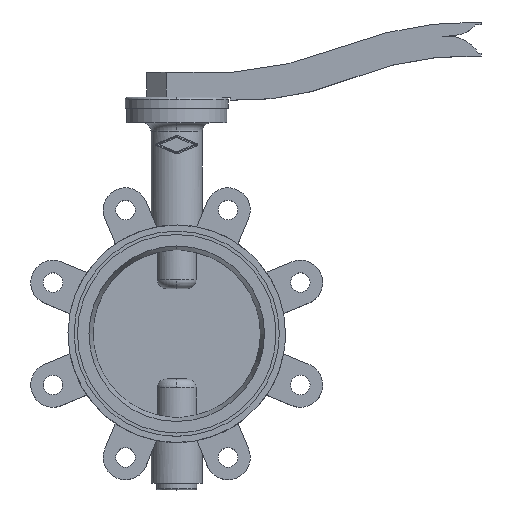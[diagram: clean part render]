
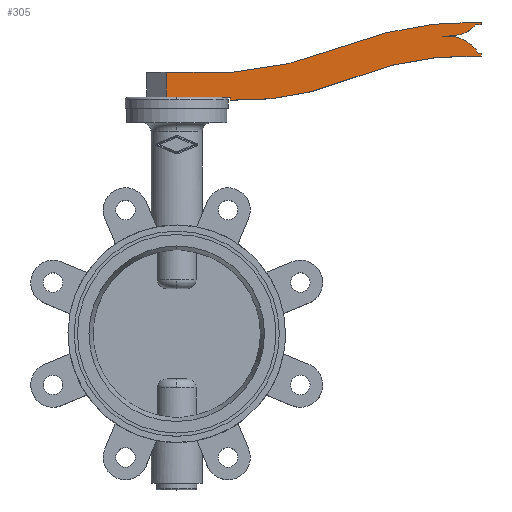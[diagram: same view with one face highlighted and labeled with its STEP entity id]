
A CAD part, top view. The second image highlights one B-rep face of the part: STEP entity #305.
In plain terms, the highlighted planar face has unit normal (0, 0, 1).
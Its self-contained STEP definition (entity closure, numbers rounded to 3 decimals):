
#305 = ADVANCED_FACE( '', ( #707 ), #708, .T. );
#707 = FACE_OUTER_BOUND( '', #1109, .T. );
#708 = PLANE( '', #1110 );
#1109 = EDGE_LOOP( '', ( #2609, #2610, #2611, #2612, #2613, #2614, #2615, #2616, #2617, #2618, #2619, #2620, #2621, #2622, #2623, #2624 ) );
#1110 = AXIS2_PLACEMENT_3D( '', #2625, #2626, #2627 );
#2609 = ORIENTED_EDGE( '', *, *, #3062, .T. );
#2610 = ORIENTED_EDGE( '', *, *, #3070, .T. );
#2611 = ORIENTED_EDGE( '', *, *, #3086, .T. );
#2612 = ORIENTED_EDGE( '', *, *, #3088, .T. );
#2613 = ORIENTED_EDGE( '', *, *, #3090, .T. );
#2614 = ORIENTED_EDGE( '', *, *, #3092, .T. );
#2615 = ORIENTED_EDGE( '', *, *, #3094, .T. );
#2616 = ORIENTED_EDGE( '', *, *, #3096, .T. );
#2617 = ORIENTED_EDGE( '', *, *, #3098, .T. );
#2618 = ORIENTED_EDGE( '', *, *, #3100, .T. );
#2619 = ORIENTED_EDGE( '', *, *, #3102, .T. );
#2620 = ORIENTED_EDGE( '', *, *, #3104, .T. );
#2621 = ORIENTED_EDGE( '', *, *, #3106, .T. );
#2622 = ORIENTED_EDGE( '', *, *, #3108, .T. );
#2623 = ORIENTED_EDGE( '', *, *, #3110, .T. );
#2624 = ORIENTED_EDGE( '', *, *, #3111, .T. );
#2625 = CARTESIAN_POINT( '', ( 0., 209.4, -12.5 ) );
#2626 = DIRECTION( '', ( 0., 0., 1. ) );
#2627 = DIRECTION( '', ( 1., 0., 0. ) );
#3062 = EDGE_CURVE( '', #3839, #3836, #3840, .T. );
#3070 = EDGE_CURVE( '', #3836, #3851, #3853, .T. );
#3086 = EDGE_CURVE( '', #3851, #3881, #3883, .T. );
#3088 = EDGE_CURVE( '', #3881, #3884, #3886, .T. );
#3090 = EDGE_CURVE( '', #3884, #3887, #3889, .T. );
#3092 = EDGE_CURVE( '', #3887, #3890, #3892, .T. );
#3094 = EDGE_CURVE( '', #3890, #3893, #3895, .T. );
#3096 = EDGE_CURVE( '', #3893, #3896, #3898, .T. );
#3098 = EDGE_CURVE( '', #3896, #3899, #3901, .T. );
#3100 = EDGE_CURVE( '', #3899, #3902, #3904, .T. );
#3102 = EDGE_CURVE( '', #3902, #3905, #3907, .T. );
#3104 = EDGE_CURVE( '', #3905, #3908, #3910, .T. );
#3106 = EDGE_CURVE( '', #3908, #3911, #3913, .T. );
#3108 = EDGE_CURVE( '', #3911, #3914, #3916, .T. );
#3110 = EDGE_CURVE( '', #3914, #3917, #3919, .T. );
#3111 = EDGE_CURVE( '', #3917, #3839, #3920, .T. );
#3836 = VERTEX_POINT( '', #5631 );
#3839 = VERTEX_POINT( '', #5635 );
#3840 = LINE( '', #5636, #5637 );
#3851 = VERTEX_POINT( '', #5654 );
#3853 = LINE( '', #5657, #5658 );
#3881 = VERTEX_POINT( '', #5694 );
#3883 = LINE( '', #5697, #5698 );
#3884 = VERTEX_POINT( '', #5699 );
#3886 = CIRCLE( '', #5702, 260. );
#3887 = VERTEX_POINT( '', #5703 );
#3889 = CIRCLE( '', #5706, 285. );
#3890 = VERTEX_POINT( '', #5707 );
#3892 = LINE( '', #5710, #5711 );
#3893 = VERTEX_POINT( '', #5712 );
#3895 = LINE( '', #5715, #5716 );
#3896 = VERTEX_POINT( '', #5717 );
#3898 = CIRCLE( '', #5720, 33. );
#3899 = VERTEX_POINT( '', #5721 );
#3901 = LINE( '', #5724, #5725 );
#3902 = VERTEX_POINT( '', #5726 );
#3904 = LINE( '', #5729, #5730 );
#3905 = VERTEX_POINT( '', #5731 );
#3907 = CIRCLE( '', #5734, 23.5 );
#3908 = VERTEX_POINT( '', #5735 );
#3910 = LINE( '', #5738, #5739 );
#3911 = VERTEX_POINT( '', #5740 );
#3913 = LINE( '', #5743, #5744 );
#3914 = VERTEX_POINT( '', #5745 );
#3916 = CIRCLE( '', #5748, 330.5 );
#3917 = VERTEX_POINT( '', #5749 );
#3919 = CIRCLE( '', #5752, 329.5 );
#3920 = LINE( '', #5753, #5754 );
#5631 = CARTESIAN_POINT( '', ( -9.5, 212., -12.5 ) );
#5635 = CARTESIAN_POINT( '', ( -9.5, 234.4, -12.5 ) );
#5636 = CARTESIAN_POINT( '', ( -9.5, 209.4, -12.5 ) );
#5637 = VECTOR( '', #6527, 1. );
#5654 = CARTESIAN_POINT( '', ( 48., 212., -12.5 ) );
#5657 = CARTESIAN_POINT( '', ( -27., 212., -12.5 ) );
#5658 = VECTOR( '', #6535, 1. );
#5694 = CARTESIAN_POINT( '', ( 48., 209.4, -12.5 ) );
#5697 = CARTESIAN_POINT( '', ( 48., 212., -12.5 ) );
#5698 = VECTOR( '', #6563, 1. );
#5699 = CARTESIAN_POINT( '', ( 155.24, 228.45, -12.5 ) );
#5702 = AXIS2_PLACEMENT_3D( '', #6565, #6566, #6567 );
#5703 = CARTESIAN_POINT( '', ( 273., 249., -12.5 ) );
#5706 = AXIS2_PLACEMENT_3D( '', #6569, #6570, #6571 );
#5707 = CARTESIAN_POINT( '', ( 273., 251.5, -12.5 ) );
#5710 = CARTESIAN_POINT( '', ( 273., 249., -12.5 ) );
#5711 = VECTOR( '', #6573, 1. );
#5712 = CARTESIAN_POINT( '', ( 270.5, 251.5, -12.5 ) );
#5715 = CARTESIAN_POINT( '', ( 273., 251.5, -12.5 ) );
#5716 = VECTOR( '', #6575, 1. );
#5717 = CARTESIAN_POINT( '', ( 246.268, 266.822, -12.5 ) );
#5720 = AXIS2_PLACEMENT_3D( '', #6577, #6578, #6579 );
#5721 = CARTESIAN_POINT( '', ( 238.25, 266.08, -12.5 ) );
#5724 = CARTESIAN_POINT( '', ( 246.268, 266.822, -12.5 ) );
#5725 = VECTOR( '', #6581, 1. );
#5726 = CARTESIAN_POINT( '', ( 252.82, 268.08, -12.5 ) );
#5729 = CARTESIAN_POINT( '', ( 238.25, 266.08, -12.5 ) );
#5730 = VECTOR( '', #6583, 1. );
#5731 = CARTESIAN_POINT( '', ( 267.7, 277., -12.5 ) );
#5734 = AXIS2_PLACEMENT_3D( '', #6585, #6586, #6587 );
#5735 = CARTESIAN_POINT( '', ( 273., 277., -12.5 ) );
#5738 = CARTESIAN_POINT( '', ( 267.7, 277., -12.5 ) );
#5739 = VECTOR( '', #6589, 1. );
#5740 = CARTESIAN_POINT( '', ( 273., 279.5, -12.5 ) );
#5743 = CARTESIAN_POINT( '', ( 273., 277., -12.5 ) );
#5744 = VECTOR( '', #6591, 1. );
#5745 = CARTESIAN_POINT( '', ( 147.6, 257.1, -12.5 ) );
#5748 = AXIS2_PLACEMENT_3D( '', #6593, #6594, #6595 );
#5749 = CARTESIAN_POINT( '', ( 0., 234.4, -12.5 ) );
#5752 = AXIS2_PLACEMENT_3D( '', #6597, #6598, #6599 );
#5753 = CARTESIAN_POINT( '', ( 0., 234.4, -12.5 ) );
#5754 = VECTOR( '', #6600, 1. );
#6527 = DIRECTION( '', ( 0., -1., 0. ) );
#6535 = DIRECTION( '', ( 1., 0., 0. ) );
#6563 = DIRECTION( '', ( 0., -1., 0. ) );
#6565 = CARTESIAN_POINT( '', ( 57.155, 469.239, -12.5 ) );
#6566 = DIRECTION( '', ( 0., 0., 1. ) );
#6567 = DIRECTION( '', ( -0.035, -0.999, 0. ) );
#6569 = CARTESIAN_POINT( '', ( 262.025, -35.789, -12.5 ) );
#6570 = DIRECTION( '', ( 0., 0., -1. ) );
#6571 = DIRECTION( '', ( -0.375, 0.927, 0. ) );
#6573 = DIRECTION( '', ( 0., 1., 0. ) );
#6575 = DIRECTION( '', ( -1., 0., 0. ) );
#6577 = CARTESIAN_POINT( '', ( 242.499, 234.038, -12.5 ) );
#6578 = DIRECTION( '', ( 0., 0., 1. ) );
#6579 = DIRECTION( '', ( 0.849, 0.529, 0. ) );
#6581 = DIRECTION( '', ( -0.996, -0.092, 0. ) );
#6583 = DIRECTION( '', ( 0.991, 0.136, 0. ) );
#6585 = CARTESIAN_POINT( '', ( 249.031, 291.272, -12.5 ) );
#6586 = DIRECTION( '', ( 0., 0., 1. ) );
#6587 = DIRECTION( '', ( 0.161, -0.987, 0. ) );
#6589 = DIRECTION( '', ( 1., 0., 0. ) );
#6591 = DIRECTION( '', ( 0., 1., 0. ) );
#6593 = CARTESIAN_POINT( '', ( 267.327, -50.951, -12.5 ) );
#6594 = DIRECTION( '', ( 0., 0., 1. ) );
#6595 = DIRECTION( '', ( 0.017, 1., 0. ) );
#6597 = CARTESIAN_POINT( '', ( 25.017, 562.949, -12.5 ) );
#6598 = DIRECTION( '', ( 0., 0., -1. ) );
#6599 = DIRECTION( '', ( 0.372, -0.928, 0. ) );
#6600 = DIRECTION( '', ( -1., 0., 0. ) );
